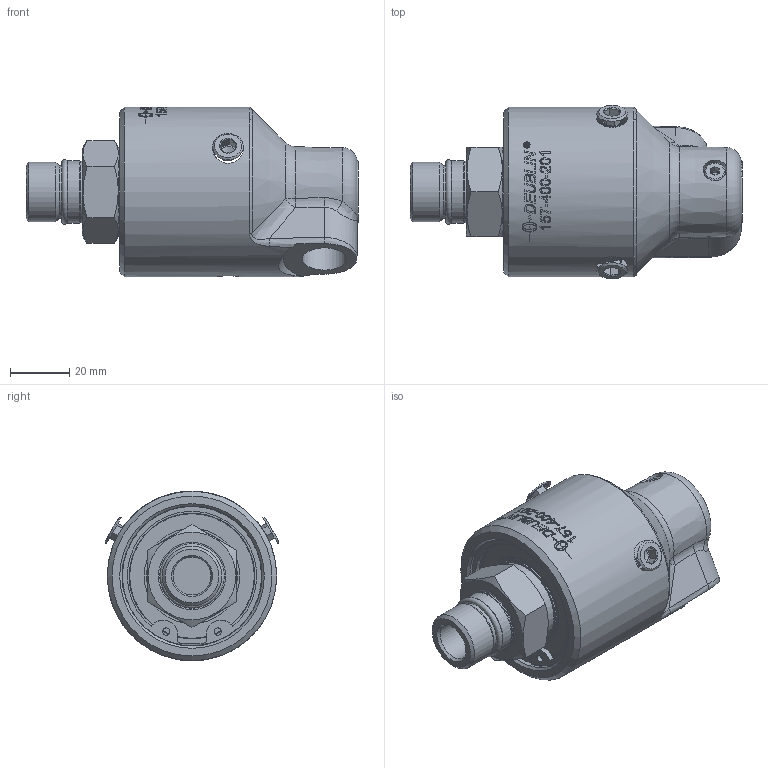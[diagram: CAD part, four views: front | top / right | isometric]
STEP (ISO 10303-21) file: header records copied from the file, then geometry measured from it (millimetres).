
FILE_DESCRIPTION(/* description */ (''),/* implementation_level */ '2;1');
FILE_NAME(/* name */ '157-400-201-IC.stp',/* time_stamp */ '2020-05-21T13:36:11-05:00',/* author */ ('GALINDOLM'),/* organization */ (''),/* preprocessor_version */ 'ST-DEVELOPER v18',/* originating_system */ 'Autodesk Inventor 2020',/* authorisation */ '');
FILE_SCHEMA (('AUTOMOTIVE_DESIGN { 1 0 10303 214 3 1 1 }','FEATURE_BASED_PROCESS_PLANNING'));
Length unit declared in the file: millimetre
Products named in the file (1): 157-400-201-IC
Bounding box: 111.66 x 58.38 x 57 mm (x, y, z)
Volume: 157218.5 mm3; surface area: 27051.4 mm2
Topology: 1 solids, 3 shells, 509 faces, 1343 edges, 886 vertices
Faces by surface type: plane 255, bspline 124, cylinder 75, cone 37, torus 14, sphere 4
Full cylindrical faces by diameter (mm): 2.48 x2, 3 x1, 6.3 x2, 7 x1, 8 x1, 8.376 x1, 10 x1, 12.7 x1, 14.95 x2, 17.7 x1, 20 x1, 20.8 x1, 21 x1, 27.9 x1, 32.1 x1, 41.9 x1, 42.2 x1, 47 x1, 47.07 x1, 50.75 x1, 57 x1
Entity records: 20509 total; most frequent: CARTESIAN_POINT 8142, ORIENTED_EDGE 2680, DIRECTION 2333, EDGE_CURVE 1340, AXIS2_PLACEMENT_3D 934, VERTEX_POINT 886, EDGE_LOOP 568, FACE_OUTER_BOUND 509
